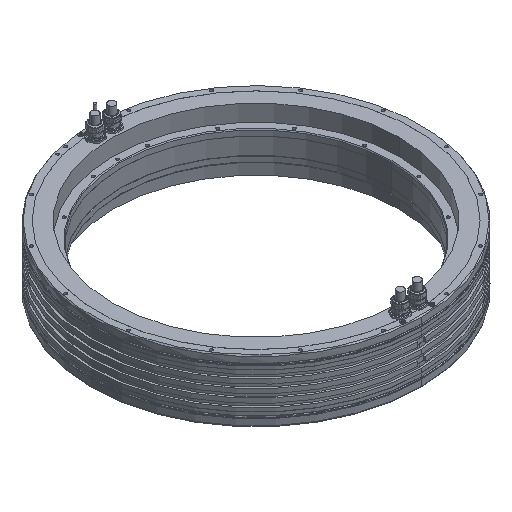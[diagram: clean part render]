
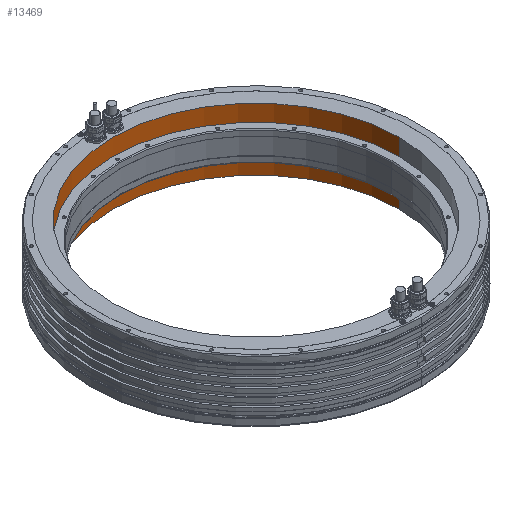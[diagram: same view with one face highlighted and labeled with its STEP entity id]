
A CAD part, isometric view. The second image highlights one B-rep face of the part: STEP entity #13469.
In plain terms, the highlighted cylindrical face has radius 344.485 mm (diameter 688.97 mm), a partial arc.
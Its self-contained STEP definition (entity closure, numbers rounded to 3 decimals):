
#1762=DIRECTION('',(0.,0.,-1.));
#1763=VECTOR('',#1762,149.7);
#1764=CARTESIAN_POINT('',(344.485,0.,-0.15));
#1765=LINE('',#1764,#1763);
#1771=CARTESIAN_POINT('',(0.,0.,-149.85));
#1772=DIRECTION('',(0.,0.,1.));
#1773=DIRECTION('',(1.,0.,0.));
#1774=AXIS2_PLACEMENT_3D('',#1771,#1772,#1773);
#1776=DIRECTION('',(0.,0.,-1.));
#1777=VECTOR('',#1776,149.7);
#1778=CARTESIAN_POINT('',(-344.485,0.,-0.15));
#1779=LINE('',#1778,#1777);
#1780=CARTESIAN_POINT('',(0.,0.,-0.15));
#1781=DIRECTION('',(0.,0.,1.));
#1782=DIRECTION('',(1.,0.,0.));
#1783=AXIS2_PLACEMENT_3D('',#1780,#1781,#1782);
#8497=CARTESIAN_POINT('',(-344.485,0.,-0.15));
#8498=CARTESIAN_POINT('',(344.485,0.,-0.15));
#8499=VERTEX_POINT('',#8497);
#8500=VERTEX_POINT('',#8498);
#8509=CARTESIAN_POINT('',(-344.485,0.,-149.85));
#8510=CARTESIAN_POINT('',(344.485,0.,-149.85));
#8511=VERTEX_POINT('',#8509);
#8512=VERTEX_POINT('',#8510);
#13457=CARTESIAN_POINT('',(0.,0.,0.));
#13458=DIRECTION('',(0.,0.,1.));
#13459=DIRECTION('',(1.,0.,0.));
#13460=AXIS2_PLACEMENT_3D('',#13457,#13458,#13459);
#13461=CYLINDRICAL_SURFACE('',#13460,344.485);
#13462=ORIENTED_EDGE('',*,*,#13423,.T.);
#13463=ORIENTED_EDGE('',*,*,#13445,.F.);
#13465=ORIENTED_EDGE('',*,*,#13464,.F.);
#13466=ORIENTED_EDGE('',*,*,#13441,.T.);
#13467=EDGE_LOOP('',(#13462,#13463,#13465,#13466));
#13468=FACE_OUTER_BOUND('',#13467,.F.);
#13469=ADVANCED_FACE('',(#13468),#13461,.F.);
#1775=CIRCLE('',#1774,344.485);
#1784=CIRCLE('',#1783,344.485);
#13423=EDGE_CURVE('',#8512,#8511,#1775,.T.);
#13441=EDGE_CURVE('',#8500,#8512,#1765,.T.);
#13445=EDGE_CURVE('',#8499,#8511,#1779,.T.);
#13464=EDGE_CURVE('',#8500,#8499,#1784,.T.);
